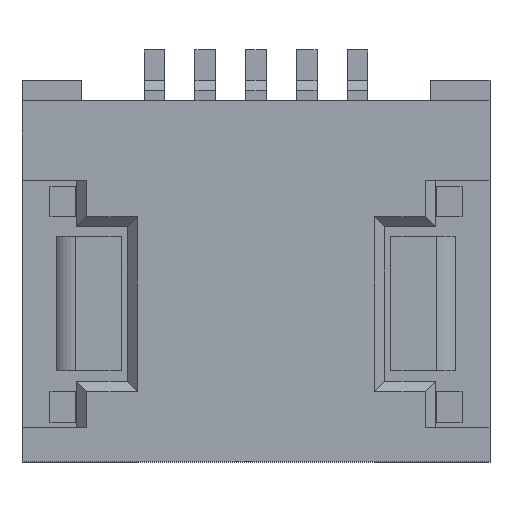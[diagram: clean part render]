
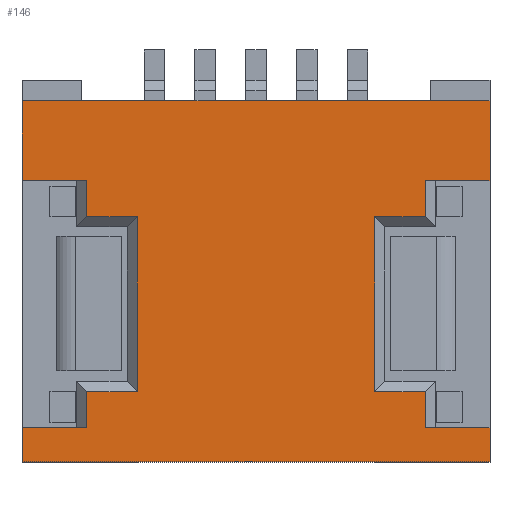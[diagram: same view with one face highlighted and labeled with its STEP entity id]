
A CAD part, top view. The second image highlights one B-rep face of the part: STEP entity #146.
In plain terms, the highlighted planar face has unit normal (0, 0, 1).
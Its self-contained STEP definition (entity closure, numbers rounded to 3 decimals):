
#146=ADVANCED_FACE('',(#534),#354,.T.);
#354=PLANE('',#3950);
#534=FACE_OUTER_BOUND('',#745,.T.);
#745=EDGE_LOOP('',(#1060,#1061,#1062,#1063,#1064,#1065,#1066,#1067,#1068,
#1069,#1070,#1071,#1072,#1073,#1074,#1075,#1076,#1077,#1078,#1079));
#1060=ORIENTED_EDGE('',*,*,#2489,.F.);
#1061=ORIENTED_EDGE('',*,*,#2490,.T.);
#1062=ORIENTED_EDGE('',*,*,#2491,.T.);
#1063=ORIENTED_EDGE('',*,*,#2492,.T.);
#1064=ORIENTED_EDGE('',*,*,#2493,.T.);
#1065=ORIENTED_EDGE('',*,*,#2494,.T.);
#1066=ORIENTED_EDGE('',*,*,#2495,.F.);
#1067=ORIENTED_EDGE('',*,*,#2447,.T.);
#1068=ORIENTED_EDGE('',*,*,#2465,.F.);
#1069=ORIENTED_EDGE('',*,*,#2451,.F.);
#1070=ORIENTED_EDGE('',*,*,#2496,.F.);
#1071=ORIENTED_EDGE('',*,*,#2497,.T.);
#1072=ORIENTED_EDGE('',*,*,#2498,.T.);
#1073=ORIENTED_EDGE('',*,*,#2499,.T.);
#1074=ORIENTED_EDGE('',*,*,#2500,.T.);
#1075=ORIENTED_EDGE('',*,*,#2501,.T.);
#1076=ORIENTED_EDGE('',*,*,#2502,.F.);
#1077=ORIENTED_EDGE('',*,*,#2459,.F.);
#1078=ORIENTED_EDGE('',*,*,#2474,.T.);
#1079=ORIENTED_EDGE('',*,*,#2441,.T.);
#2082=VERTEX_POINT('',#5285);
#2083=VERTEX_POINT('',#5287);
#2086=VERTEX_POINT('',#5295);
#2087=VERTEX_POINT('',#5297);
#2090=VERTEX_POINT('',#5304);
#2091=VERTEX_POINT('',#5306);
#2098=VERTEX_POINT('',#5320);
#2099=VERTEX_POINT('',#5322);
#2118=VERTEX_POINT('',#5384);
#2119=VERTEX_POINT('',#5386);
#2120=VERTEX_POINT('',#5388);
#2121=VERTEX_POINT('',#5390);
#2122=VERTEX_POINT('',#5392);
#2123=VERTEX_POINT('',#5394);
#2124=VERTEX_POINT('',#5397);
#2125=VERTEX_POINT('',#5399);
#2126=VERTEX_POINT('',#5401);
#2127=VERTEX_POINT('',#5403);
#2128=VERTEX_POINT('',#5405);
#2129=VERTEX_POINT('',#5407);
#2441=EDGE_CURVE('',#2083,#2082,#2986,.T.);
#2447=EDGE_CURVE('',#2087,#2086,#2992,.T.);
#2451=EDGE_CURVE('',#2090,#2091,#2996,.T.);
#2459=EDGE_CURVE('',#2098,#2099,#3004,.T.);
#2465=EDGE_CURVE('',#2091,#2086,#3010,.T.);
#2474=EDGE_CURVE('',#2098,#2083,#3017,.T.);
#2489=EDGE_CURVE('',#2118,#2082,#3032,.T.);
#2490=EDGE_CURVE('',#2118,#2119,#3033,.T.);
#2491=EDGE_CURVE('',#2119,#2120,#3034,.T.);
#2492=EDGE_CURVE('',#2120,#2121,#3035,.T.);
#2493=EDGE_CURVE('',#2121,#2122,#3036,.T.);
#2494=EDGE_CURVE('',#2122,#2123,#3037,.T.);
#2495=EDGE_CURVE('',#2087,#2123,#3038,.T.);
#2496=EDGE_CURVE('',#2124,#2090,#3039,.T.);
#2497=EDGE_CURVE('',#2124,#2125,#3040,.T.);
#2498=EDGE_CURVE('',#2125,#2126,#3041,.T.);
#2499=EDGE_CURVE('',#2126,#2127,#3042,.T.);
#2500=EDGE_CURVE('',#2127,#2128,#3043,.T.);
#2501=EDGE_CURVE('',#2128,#2129,#3044,.T.);
#2502=EDGE_CURVE('',#2099,#2129,#3045,.T.);
#2986=LINE('',#5286,#3481);
#2992=LINE('',#5296,#3487);
#2996=LINE('',#5305,#3491);
#3004=LINE('',#5321,#3499);
#3010=LINE('',#5332,#3505);
#3017=LINE('',#5354,#3512);
#3032=LINE('',#5383,#3527);
#3033=LINE('',#5385,#3528);
#3034=LINE('',#5387,#3529);
#3035=LINE('',#5389,#3530);
#3036=LINE('',#5391,#3531);
#3037=LINE('',#5393,#3532);
#3038=LINE('',#5395,#3533);
#3039=LINE('',#5396,#3534);
#3040=LINE('',#5398,#3535);
#3041=LINE('',#5400,#3536);
#3042=LINE('',#5402,#3537);
#3043=LINE('',#5404,#3538);
#3044=LINE('',#5406,#3539);
#3045=LINE('',#5408,#3540);
#3481=VECTOR('',#4243,1.);
#3487=VECTOR('',#4249,1.);
#3491=VECTOR('',#4255,1.);
#3499=VECTOR('',#4263,1.);
#3505=VECTOR('',#4271,1.);
#3512=VECTOR('',#4280,1.);
#3527=VECTOR('',#4305,1.);
#3528=VECTOR('',#4306,1.);
#3529=VECTOR('',#4307,1.);
#3530=VECTOR('',#4308,1.);
#3531=VECTOR('',#4309,1.);
#3532=VECTOR('',#4310,1.);
#3533=VECTOR('',#4311,1.);
#3534=VECTOR('',#4312,1.);
#3535=VECTOR('',#4313,1.);
#3536=VECTOR('',#4314,1.);
#3537=VECTOR('',#4315,1.);
#3538=VECTOR('',#4316,1.);
#3539=VECTOR('',#4317,1.);
#3540=VECTOR('',#4318,1.);
#3950=AXIS2_PLACEMENT_3D('',#5409,#4319,#4320);
#4243=DIRECTION('',(0.,-1.,0.));
#4249=DIRECTION('',(0.,-1.,0.));
#4255=DIRECTION('',(0.,-1.,0.));
#4263=DIRECTION('',(0.,-1.,0.));
#4271=DIRECTION('',(-1.,0.,0.));
#4280=DIRECTION('',(-1.,0.,0.));
#4305=DIRECTION('',(-1.,0.,0.));
#4306=DIRECTION('',(0.,-1.,0.));
#4307=DIRECTION('',(1.,0.,0.));
#4308=DIRECTION('',(0.,-1.,0.));
#4309=DIRECTION('',(-1.,0.,0.));
#4310=DIRECTION('',(0.,-1.,0.));
#4311=DIRECTION('',(1.,0.,0.));
#4312=DIRECTION('',(1.,0.,0.));
#4313=DIRECTION('',(0.,1.,0.));
#4314=DIRECTION('',(-1.,0.,0.));
#4315=DIRECTION('',(0.,1.,0.));
#4316=DIRECTION('',(1.,0.,0.));
#4317=DIRECTION('',(0.,1.,0.));
#4318=DIRECTION('',(-1.,0.,0.));
#4319=DIRECTION('',(0.,0.,1.));
#4320=DIRECTION('',(1.,0.,0.));
#5285=CARTESIAN_POINT('',(-2.3,2.765,1.17));
#5286=CARTESIAN_POINT('',(-2.3,3.55,1.17));
#5287=CARTESIAN_POINT('',(-2.3,3.55,1.17));
#5295=CARTESIAN_POINT('',(-2.3,0.,1.17));
#5296=CARTESIAN_POINT('',(-2.3,3.55,1.17));
#5297=CARTESIAN_POINT('',(-2.3,0.335,1.17));
#5304=CARTESIAN_POINT('',(2.3,0.335,1.17));
#5305=CARTESIAN_POINT('',(2.3,3.55,1.17));
#5306=CARTESIAN_POINT('',(2.3,0.,1.17));
#5320=CARTESIAN_POINT('',(2.3,3.55,1.17));
#5321=CARTESIAN_POINT('',(2.3,3.55,1.17));
#5322=CARTESIAN_POINT('',(2.3,2.765,1.17));
#5332=CARTESIAN_POINT('',(2.3,0.,1.17));
#5354=CARTESIAN_POINT('',(2.3,3.55,1.17));
#5383=CARTESIAN_POINT('',(-1.765,2.765,1.17));
#5384=CARTESIAN_POINT('',(-1.665,2.765,1.17));
#5385=CARTESIAN_POINT('',(-1.665,2.31,1.17));
#5386=CARTESIAN_POINT('',(-1.665,2.41,1.17));
#5387=CARTESIAN_POINT('',(-1.265,2.41,1.17));
#5388=CARTESIAN_POINT('',(-1.165,2.41,1.17));
#5389=CARTESIAN_POINT('',(-1.165,0.79,1.17));
#5390=CARTESIAN_POINT('',(-1.165,0.69,1.17));
#5391=CARTESIAN_POINT('',(-1.765,0.69,1.17));
#5392=CARTESIAN_POINT('',(-1.665,0.69,1.17));
#5393=CARTESIAN_POINT('',(-1.665,0.335,1.17));
#5394=CARTESIAN_POINT('',(-1.665,0.335,1.17));
#5395=CARTESIAN_POINT('',(-2.035,0.335,1.17));
#5396=CARTESIAN_POINT('',(1.765,0.335,1.17));
#5397=CARTESIAN_POINT('',(1.665,0.335,1.17));
#5398=CARTESIAN_POINT('',(1.665,0.79,1.17));
#5399=CARTESIAN_POINT('',(1.665,0.69,1.17));
#5400=CARTESIAN_POINT('',(1.265,0.69,1.17));
#5401=CARTESIAN_POINT('',(1.165,0.69,1.17));
#5402=CARTESIAN_POINT('',(1.165,2.31,1.17));
#5403=CARTESIAN_POINT('',(1.165,2.41,1.17));
#5404=CARTESIAN_POINT('',(1.765,2.41,1.17));
#5405=CARTESIAN_POINT('',(1.665,2.41,1.17));
#5406=CARTESIAN_POINT('',(1.665,2.765,1.17));
#5407=CARTESIAN_POINT('',(1.665,2.765,1.17));
#5408=CARTESIAN_POINT('',(2.035,2.765,1.17));
#5409=CARTESIAN_POINT('',(2.3,3.55,1.17));
